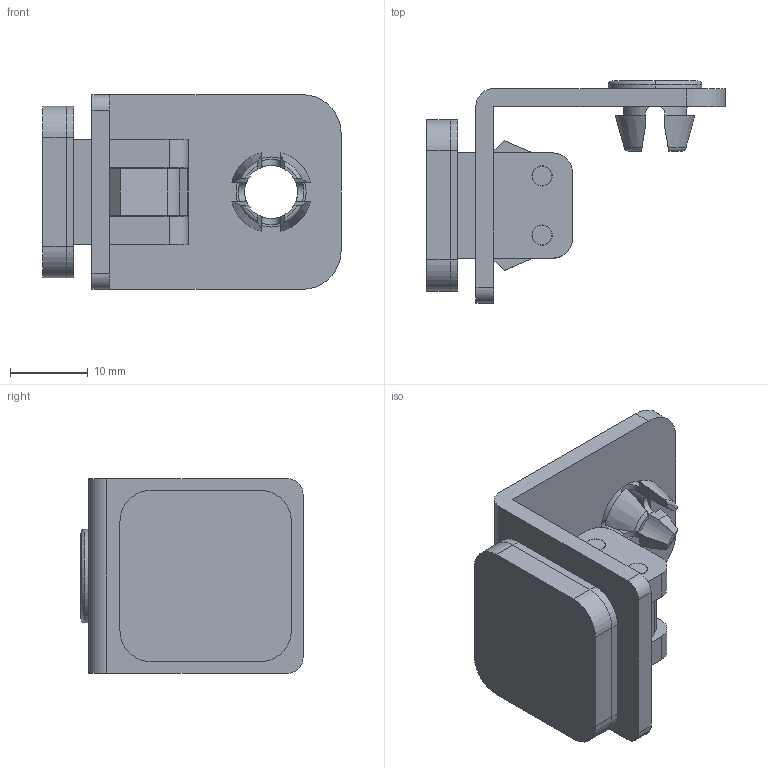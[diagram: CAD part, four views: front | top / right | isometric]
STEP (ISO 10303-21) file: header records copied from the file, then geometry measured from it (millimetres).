
FILE_DESCRIPTION (( 'STEP AP203' ), '1' );
FILE_NAME ('AC-25-HK-1.STEP', '2019-08-20T07:21:07', ( '' ), ( '' ), 'SwSTEP 2.0', 'SolidWorks 2014', '' );
FILE_SCHEMA (( 'CONFIG_CONTROL_DESIGN' ));
Length unit declared in the file: millimetre
Products named in the file (7): AC-25-HK-1; AC-25-RG-3_公開用; AC-25-HK-1_フックピン; AC-25-HK-1_パッキン; AC-25-HK-1_ロッドガイドベース_公開用; AC-25-HK-1_固定フック_公開用; AC-25-HK-1_ガイドプレート
Assembly tree (8 placements, depth 2):
  AC-25-HK-1
    AC-25-HK-1_ロッドガイドベース_公開用
    AC-25-HK-1_固定フック_公開用  x2
    AC-25-HK-1_フックピン  x2
    AC-25-HK-1_パッキン
    AC-25-HK-1_ガイドプレート
    AC-25-RG-3_公開用
Bounding box: 38.3 x 28.5 x 25 mm (x, y, z)
Volume: 7035.5 mm3; surface area: 7306.3 mm2
Topology: 8 solids, 8 shells, 180 faces, 475 edges, 310 vertices
Faces by surface type: plane 87, cylinder 73, cone 14, torus 6
Entity records: 5919 total; most frequent: CARTESIAN_POINT 1136, DIRECTION 848, ORIENTED_EDGE 836, EDGE_CURVE 418, AXIS2_PLACEMENT_3D 307, VERTEX_POINT 275, LINE 234, VECTOR 234
